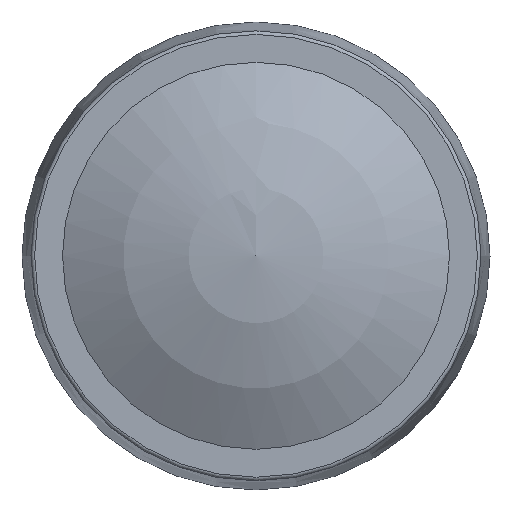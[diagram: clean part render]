
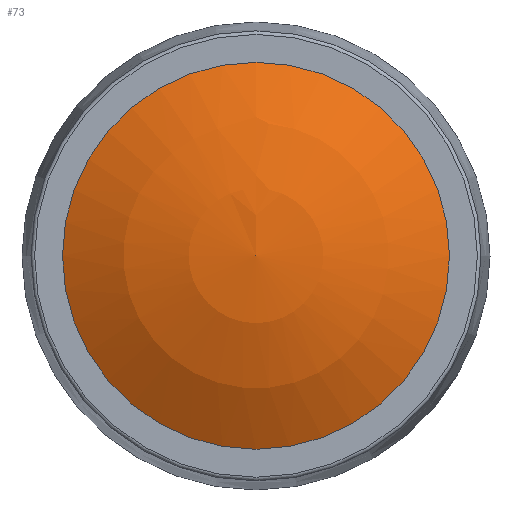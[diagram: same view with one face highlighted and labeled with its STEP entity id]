
A CAD part, top view. The second image highlights one B-rep face of the part: STEP entity #73.
In plain terms, the highlighted spherical face has radius 20.76 mm.
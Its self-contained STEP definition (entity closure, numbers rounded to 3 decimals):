
#73 = ADVANCED_FACE( '', ( #163 ), #164, .T. );
#163 = FACE_OUTER_BOUND( '', #273, .T. );
#164 = SPHERICAL_SURFACE( '', #274, 20.76 );
#273 = EDGE_LOOP( '', ( #422 ) );
#274 = AXIS2_PLACEMENT_3D( '', #423, #424, #425 );
#422 = ORIENTED_EDGE( '', *, *, #591, .T. );
#423 = CARTESIAN_POINT( '', ( 0., 0., -5.76 ) );
#424 = DIRECTION( '', ( 0., 0., 1. ) );
#425 = DIRECTION( '', ( 0., 1., 0. ) );
#591 = EDGE_CURVE( '', #691, #691, #692, .T. );
#691 = VERTEX_POINT( '', #871 );
#692 = CIRCLE( '', #872, 10.75 );
#871 = CARTESIAN_POINT( '', ( 10.75, 0., 12. ) );
#872 = AXIS2_PLACEMENT_3D( '', #956, #957, #958 );
#956 = CARTESIAN_POINT( '', ( 0., 0., 12. ) );
#957 = DIRECTION( '', ( 0., 0., 1. ) );
#958 = DIRECTION( '', ( 1., 0., 0. ) );
